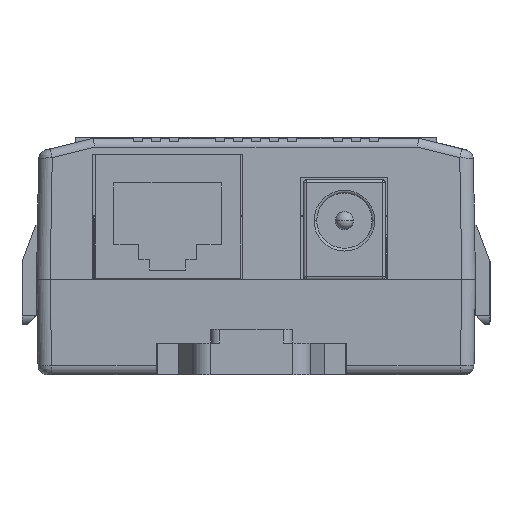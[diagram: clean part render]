
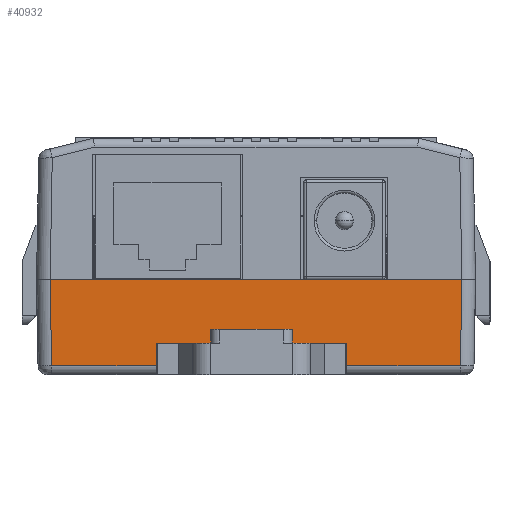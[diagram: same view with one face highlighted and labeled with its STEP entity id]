
A CAD part, front view. The second image highlights one B-rep face of the part: STEP entity #40932.
In plain terms, the highlighted face is planar.
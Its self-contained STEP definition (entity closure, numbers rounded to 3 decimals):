
#120 = CARTESIAN_POINT ( 'NONE',  ( -38.578, -10., -5.4 ) ) ;
#450 = EDGE_CURVE ( 'NONE', #3396, #9643, #23004, .T. ) ;
#1287 = CARTESIAN_POINT ( 'NONE',  ( -38.534, 22.534, -7.917 ) ) ;
#1856 = VERTEX_POINT ( 'NONE', #120 ) ;
#2045 = ORIENTED_EDGE ( 'NONE', *, *, #37065, .F. ) ;
#2238 = CARTESIAN_POINT ( 'NONE',  ( -38.517, 22.517, -8.874 ) ) ;
#2546 = CARTESIAN_POINT ( 'NONE',  ( -38.7, 0., 1.6 ) ) ;
#2687 = DIRECTION ( 'NONE',  ( 0., 1., 0. ) ) ;
#3227 = CARTESIAN_POINT ( 'NONE',  ( -38.7, 11., 1.6 ) ) ;
#3396 = VERTEX_POINT ( 'NONE', #9734 ) ;
#4378 = VECTOR ( 'NONE', #35007, 1000. ) ;
#4396 = EDGE_CURVE ( 'NONE', #1856, #3396, #17992, .T. ) ;
#5600 = VECTOR ( 'NONE', #7392, 1000. ) ;
#5833 = LINE ( 'NONE', #43525, #14920 ) ;
#7151 = ORIENTED_EDGE ( 'NONE', *, *, #30840, .F. ) ;
#7280 = DIRECTION ( 'NONE',  ( 1., 0., 0.017 ) ) ;
#7392 = DIRECTION ( 'NONE',  ( -0.017, -0.017, 1. ) ) ;
#7554 = CARTESIAN_POINT ( 'NONE',  ( -38.7, 22.7, 1.6 ) ) ;
#7677 = CARTESIAN_POINT ( 'NONE',  ( -38.534, -22.517, -7.917 ) ) ;
#8001 = CARTESIAN_POINT ( 'NONE',  ( -38.7, -10., 1.6 ) ) ;
#8706 = CARTESIAN_POINT ( 'NONE',  ( -38.7, -22.7, 1.6 ) ) ;
#9643 = VERTEX_POINT ( 'NONE', #17303 ) ;
#9734 = CARTESIAN_POINT ( 'NONE',  ( -38.534, -10., -7.917 ) ) ;
#9945 = CARTESIAN_POINT ( 'NONE',  ( -38.534, 11., -7.917 ) ) ;
#10976 = VERTEX_POINT ( 'NONE', #7554 ) ;
#10985 = VERTEX_POINT ( 'NONE', #14403 ) ;
#14403 = CARTESIAN_POINT ( 'NONE',  ( -38.578, 11., -5.4 ) ) ;
#14716 = CARTESIAN_POINT ( 'NONE',  ( -38.534, 11., -7.917 ) ) ;
#14848 = DIRECTION ( 'NONE',  ( 0.017, 0., -1. ) ) ;
#14920 = VECTOR ( 'NONE', #26496, 1000. ) ;
#15169 = VERTEX_POINT ( 'NONE', #1287 ) ;
#15537 = AXIS2_PLACEMENT_3D ( 'NONE', #27749, #7280, #31177 ) ;
#17303 = CARTESIAN_POINT ( 'NONE',  ( -38.534, -22.534, -7.917 ) ) ;
#17992 = LINE ( 'NONE', #8001, #27060 ) ;
#19086 = ORIENTED_EDGE ( 'NONE', *, *, #41537, .T. ) ;
#23004 = LINE ( 'NONE', #7677, #4378 ) ;
#23545 = ORIENTED_EDGE ( 'NONE', *, *, #450, .T. ) ;
#24306 = PLANE ( 'NONE',  #15537 ) ;
#24411 = CARTESIAN_POINT ( 'NONE',  ( -38.7, -22.701, 1.626 ) ) ;
#25053 = DIRECTION ( 'NONE',  ( 0., -1., 0. ) ) ;
#26091 = EDGE_CURVE ( 'NONE', #36210, #10976, #38833, .T. ) ;
#26496 = DIRECTION ( 'NONE',  ( 0., 1., 0. ) ) ;
#26569 = VECTOR ( 'NONE', #39906, 1000. ) ;
#27060 = VECTOR ( 'NONE', #14848, 1000. ) ;
#27171 = ORIENTED_EDGE ( 'NONE', *, *, #40358, .T. ) ;
#27585 = VECTOR ( 'NONE', #2687, 1000. ) ;
#27749 = CARTESIAN_POINT ( 'NONE',  ( -38.7, 0., 1.6 ) ) ;
#29294 = ORIENTED_EDGE ( 'NONE', *, *, #41033, .T. ) ;
#30840 = EDGE_CURVE ( 'NONE', #1856, #10985, #5833, .T. ) ;
#31177 = DIRECTION ( 'NONE',  ( 0.017, 0., -1. ) ) ;
#31338 = FACE_OUTER_BOUND ( 'NONE', #42098, .T. ) ;
#34598 = ORIENTED_EDGE ( 'NONE', *, *, #4396, .T. ) ;
#35007 = DIRECTION ( 'NONE',  ( 0., -1., 0. ) ) ;
#35061 = VECTOR ( 'NONE', #25053, 1000. ) ;
#35654 = LINE ( 'NONE', #2238, #26569 ) ;
#36210 = VERTEX_POINT ( 'NONE', #8706 ) ;
#37065 = EDGE_CURVE ( 'NONE', #10985, #43113, #40824, .T. ) ;
#37446 = DIRECTION ( 'NONE',  ( 0.017, 0., -1. ) ) ;
#38833 = LINE ( 'NONE', #2546, #27585 ) ;
#39740 = VECTOR ( 'NONE', #37446, 1000. ) ;
#39906 = DIRECTION ( 'NONE',  ( 0.017, -0.017, -1. ) ) ;
#40141 = ORIENTED_EDGE ( 'NONE', *, *, #26091, .T. ) ;
#40358 = EDGE_CURVE ( 'NONE', #10976, #15169, #35654, .T. ) ;
#40824 = LINE ( 'NONE', #3227, #39740 ) ;
#40932 = ADVANCED_FACE ( 'NONE', ( #31338 ), #24306, .F. ) ;
#41033 = EDGE_CURVE ( 'NONE', #15169, #43113, #44177, .T. ) ;
#41537 = EDGE_CURVE ( 'NONE', #9643, #36210, #41987, .T. ) ;
#41987 = LINE ( 'NONE', #24411, #5600 ) ;
#42098 = EDGE_LOOP ( 'NONE', ( #34598, #23545, #19086, #40141, #27171, #29294, #2045, #7151 ) ) ;
#43113 = VERTEX_POINT ( 'NONE', #9945 ) ;
#43525 = CARTESIAN_POINT ( 'NONE',  ( -38.578, 0., -5.4 ) ) ;
#44177 = LINE ( 'NONE', #14716, #35061 ) ;
